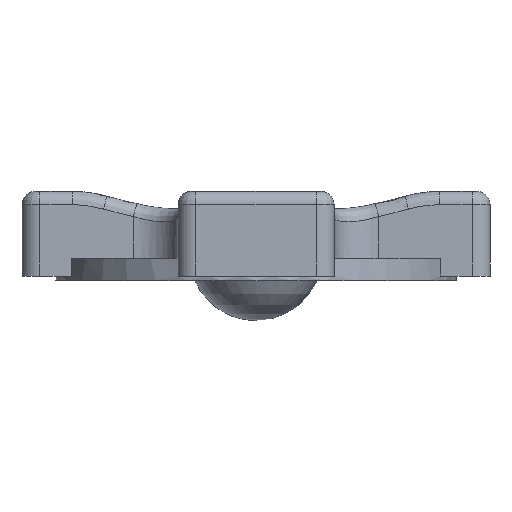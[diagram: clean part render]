
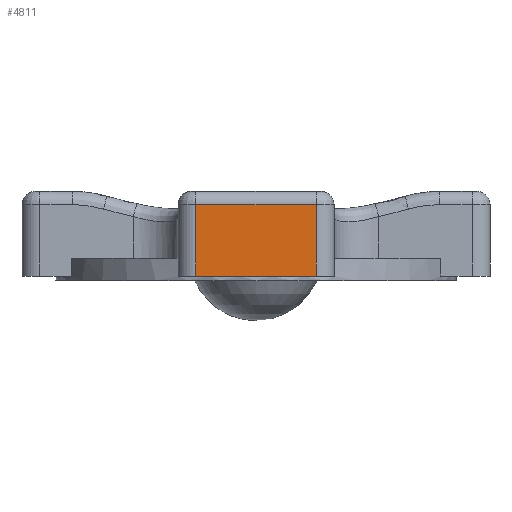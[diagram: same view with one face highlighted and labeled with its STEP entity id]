
A CAD part, front view. The second image highlights one B-rep face of the part: STEP entity #4811.
In plain terms, the highlighted planar face has unit normal (0, -1, 0).
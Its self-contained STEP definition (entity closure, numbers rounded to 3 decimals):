
#425 = PLANE('',#426);
#426 = AXIS2_PLACEMENT_3D('',#427,#428,#429);
#427 = CARTESIAN_POINT('',(0.,0.,2.));
#428 = DIRECTION('',(-0.,-0.,-1.));
#429 = DIRECTION('',(-1.,0.,0.));
#1125 = CYLINDRICAL_SURFACE('',#1126,0.8);
#1126 = AXIS2_PLACEMENT_3D('',#1127,#1128,#1129);
#1127 = CARTESIAN_POINT('',(2.7,-9.7,2.));
#1128 = DIRECTION('',(0.,0.,1.));
#1129 = DIRECTION('',(1.,0.,0.));
#1416 = VERTEX_POINT('',#1417);
#1417 = CARTESIAN_POINT('',(2.7,-10.5,2.));
#1439 = EDGE_CURVE('',#1416,#1440,#1442,.T.);
#1440 = VERTEX_POINT('',#1441);
#1441 = CARTESIAN_POINT('',(-2.7,-10.5,2.));
#1442 = SURFACE_CURVE('',#1443,(#1447,#1454),.PCURVE_S1.);
#1443 = LINE('',#1444,#1445);
#1444 = CARTESIAN_POINT('',(3.5,-10.5,2.));
#1445 = VECTOR('',#1446,1.);
#1446 = DIRECTION('',(-1.,0.,0.));
#1447 = PCURVE('',#425,#1448);
#1448 = DEFINITIONAL_REPRESENTATION('',(#1449),#1453);
#1449 = LINE('',#1450,#1451);
#1450 = CARTESIAN_POINT('',(-3.5,-10.5));
#1451 = VECTOR('',#1452,1.);
#1452 = DIRECTION('',(1.,0.));
#1453 = ( GEOMETRIC_REPRESENTATION_CONTEXT(2) 
PARAMETRIC_REPRESENTATION_CONTEXT() REPRESENTATION_CONTEXT('2D SPACE',''
  ) );
#1454 = PCURVE('',#1455,#1460);
#1455 = PLANE('',#1456);
#1456 = AXIS2_PLACEMENT_3D('',#1457,#1458,#1459);
#1457 = CARTESIAN_POINT('',(3.5,-10.5,2.));
#1458 = DIRECTION('',(0.,-1.,0.));
#1459 = DIRECTION('',(-1.,0.,0.));
#1460 = DEFINITIONAL_REPRESENTATION('',(#1461),#1465);
#1461 = LINE('',#1462,#1463);
#1462 = CARTESIAN_POINT('',(0.,-0.));
#1463 = VECTOR('',#1464,1.);
#1464 = DIRECTION('',(1.,0.));
#1465 = ( GEOMETRIC_REPRESENTATION_CONTEXT(2) 
PARAMETRIC_REPRESENTATION_CONTEXT() REPRESENTATION_CONTEXT('2D SPACE',''
  ) );
#1486 = CYLINDRICAL_SURFACE('',#1487,0.8);
#1487 = AXIS2_PLACEMENT_3D('',#1488,#1489,#1490);
#1488 = CARTESIAN_POINT('',(-2.7,-9.7,2.));
#1489 = DIRECTION('',(0.,0.,1.));
#1490 = DIRECTION('',(-1.,0.,0.));
#4702 = EDGE_CURVE('',#1416,#4703,#4705,.T.);
#4703 = VERTEX_POINT('',#4704);
#4704 = CARTESIAN_POINT('',(2.7,-10.5,5.2));
#4705 = SURFACE_CURVE('',#4706,(#4710,#4717),.PCURVE_S1.);
#4706 = LINE('',#4707,#4708);
#4707 = CARTESIAN_POINT('',(2.7,-10.5,2.));
#4708 = VECTOR('',#4709,1.);
#4709 = DIRECTION('',(0.,0.,1.));
#4710 = PCURVE('',#1125,#4711);
#4711 = DEFINITIONAL_REPRESENTATION('',(#4712),#4716);
#4712 = LINE('',#4713,#4714);
#4713 = CARTESIAN_POINT('',(-1.571,0.));
#4714 = VECTOR('',#4715,1.);
#4715 = DIRECTION('',(-0.,1.));
#4716 = ( GEOMETRIC_REPRESENTATION_CONTEXT(2) 
PARAMETRIC_REPRESENTATION_CONTEXT() REPRESENTATION_CONTEXT('2D SPACE',''
  ) );
#4717 = PCURVE('',#1455,#4718);
#4718 = DEFINITIONAL_REPRESENTATION('',(#4719),#4723);
#4719 = LINE('',#4720,#4721);
#4720 = CARTESIAN_POINT('',(0.8,0.));
#4721 = VECTOR('',#4722,1.);
#4722 = DIRECTION('',(0.,-1.));
#4723 = ( GEOMETRIC_REPRESENTATION_CONTEXT(2) 
PARAMETRIC_REPRESENTATION_CONTEXT() REPRESENTATION_CONTEXT('2D SPACE',''
  ) );
#4752 = EDGE_CURVE('',#1440,#4753,#4755,.T.);
#4753 = VERTEX_POINT('',#4754);
#4754 = CARTESIAN_POINT('',(-2.7,-10.5,5.2));
#4755 = SURFACE_CURVE('',#4756,(#4760,#4767),.PCURVE_S1.);
#4756 = LINE('',#4757,#4758);
#4757 = CARTESIAN_POINT('',(-2.7,-10.5,2.));
#4758 = VECTOR('',#4759,1.);
#4759 = DIRECTION('',(0.,0.,1.));
#4760 = PCURVE('',#1486,#4761);
#4761 = DEFINITIONAL_REPRESENTATION('',(#4762),#4766);
#4762 = LINE('',#4763,#4764);
#4763 = CARTESIAN_POINT('',(1.571,0.));
#4764 = VECTOR('',#4765,1.);
#4765 = DIRECTION('',(0.,1.));
#4766 = ( GEOMETRIC_REPRESENTATION_CONTEXT(2) 
PARAMETRIC_REPRESENTATION_CONTEXT() REPRESENTATION_CONTEXT('2D SPACE',''
  ) );
#4767 = PCURVE('',#1455,#4768);
#4768 = DEFINITIONAL_REPRESENTATION('',(#4769),#4773);
#4769 = LINE('',#4770,#4771);
#4770 = CARTESIAN_POINT('',(6.2,0.));
#4771 = VECTOR('',#4772,1.);
#4772 = DIRECTION('',(0.,-1.));
#4773 = ( GEOMETRIC_REPRESENTATION_CONTEXT(2) 
PARAMETRIC_REPRESENTATION_CONTEXT() REPRESENTATION_CONTEXT('2D SPACE',''
  ) );
#4811 = ADVANCED_FACE('',(#4812),#1455,.T.);
#4812 = FACE_BOUND('',#4813,.T.);
#4813 = EDGE_LOOP('',(#4814,#4815,#4841,#4842));
#4814 = ORIENTED_EDGE('',*,*,#4702,.T.);
#4815 = ORIENTED_EDGE('',*,*,#4816,.T.);
#4816 = EDGE_CURVE('',#4703,#4753,#4817,.T.);
#4817 = SURFACE_CURVE('',#4818,(#4822,#4829),.PCURVE_S1.);
#4818 = LINE('',#4819,#4820);
#4819 = CARTESIAN_POINT('',(2.7,-10.5,5.2));
#4820 = VECTOR('',#4821,1.);
#4821 = DIRECTION('',(-1.,0.,0.));
#4822 = PCURVE('',#1455,#4823);
#4823 = DEFINITIONAL_REPRESENTATION('',(#4824),#4828);
#4824 = LINE('',#4825,#4826);
#4825 = CARTESIAN_POINT('',(0.8,-3.2));
#4826 = VECTOR('',#4827,1.);
#4827 = DIRECTION('',(1.,0.));
#4828 = ( GEOMETRIC_REPRESENTATION_CONTEXT(2) 
PARAMETRIC_REPRESENTATION_CONTEXT() REPRESENTATION_CONTEXT('2D SPACE',''
  ) );
#4829 = PCURVE('',#4830,#4835);
#4830 = CYLINDRICAL_SURFACE('',#4831,0.6);
#4831 = AXIS2_PLACEMENT_3D('',#4832,#4833,#4834);
#4832 = CARTESIAN_POINT('',(2.7,-9.9,5.2));
#4833 = DIRECTION('',(-1.,0.,0.));
#4834 = DIRECTION('',(0.,-1.,0.));
#4835 = DEFINITIONAL_REPRESENTATION('',(#4836),#4840);
#4836 = LINE('',#4837,#4838);
#4837 = CARTESIAN_POINT('',(0.,0.));
#4838 = VECTOR('',#4839,1.);
#4839 = DIRECTION('',(0.,1.));
#4840 = ( GEOMETRIC_REPRESENTATION_CONTEXT(2) 
PARAMETRIC_REPRESENTATION_CONTEXT() REPRESENTATION_CONTEXT('2D SPACE',''
  ) );
#4841 = ORIENTED_EDGE('',*,*,#4752,.F.);
#4842 = ORIENTED_EDGE('',*,*,#1439,.F.);
